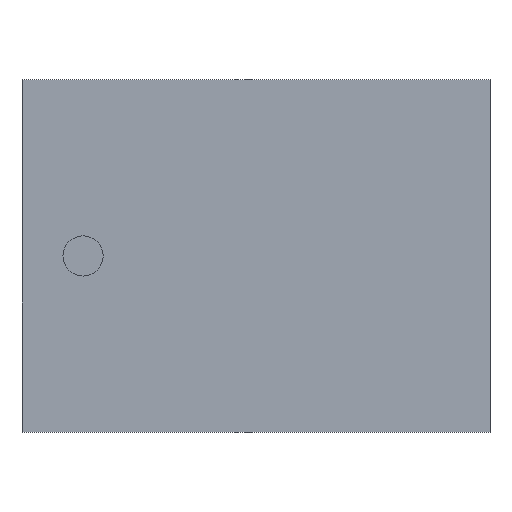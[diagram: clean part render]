
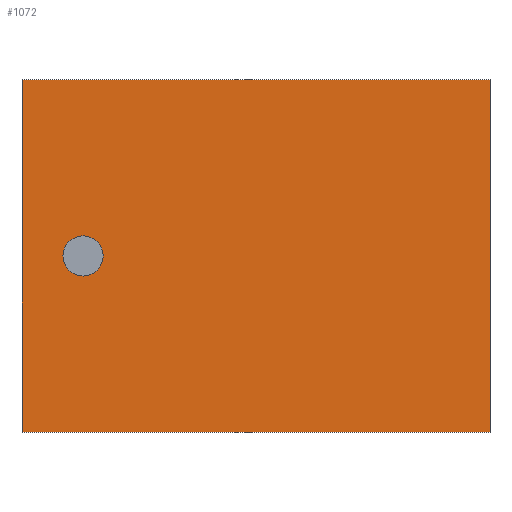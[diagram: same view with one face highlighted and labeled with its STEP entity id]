
A CAD part, top view. The second image highlights one B-rep face of the part: STEP entity #1072.
In plain terms, the highlighted planar face has unit normal (0, 0, 1).
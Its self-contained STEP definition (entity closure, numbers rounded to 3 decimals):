
#918=CARTESIAN_POINT('',(-0.748,0.,1.52));
#919=VERTEX_POINT('',#918);
#928=CARTESIAN_POINT('',(-0.944,0.,1.52));
#929=VERTEX_POINT('',#928);
#930=CARTESIAN_POINT('',(-0.846,0.,1.52));
#931=DIRECTION('',(0.0,0.0,-1.0));
#932=DIRECTION('',(1.0,0.0,0.0));
#933=AXIS2_PLACEMENT_3D('',#930,#931,#932);
#934=CIRCLE('',#933,0.098);
#935=EDGE_CURVE('',#929,#919,#934,.T.);
#969=CARTESIAN_POINT('',(-0.846,0.,1.52));
#970=DIRECTION('',(0.0,0.0,-1.0));
#971=DIRECTION('',(1.0,0.0,0.0));
#972=AXIS2_PLACEMENT_3D('',#969,#970,#971);
#973=CIRCLE('',#972,0.098);
#974=EDGE_CURVE('',#919,#929,#973,.T.);
#1029=CARTESIAN_POINT('',(0.,0.0,1.52));
#1030=DIRECTION('',(0.0,0.0,-1.0));
#1031=DIRECTION('',(1.0,0.0,0.0));
#1032=AXIS2_PLACEMENT_3D('',#1029,#1030,#1031);
#1033=PLANE('',#1032);
#1034=CARTESIAN_POINT('',(1.144,-0.863,1.52));
#1035=VERTEX_POINT('',#1034);
#1036=CARTESIAN_POINT('',(1.144,0.863,1.52));
#1037=VERTEX_POINT('',#1036);
#1038=CARTESIAN_POINT('',(1.144,-0.863,1.52));
#1039=DIRECTION('',(0.0,1.0,0.0));
#1040=VECTOR('',#1039,1.725);
#1041=LINE('',#1038,#1040);
#1042=EDGE_CURVE('',#1035,#1037,#1041,.T.);
#1043=ORIENTED_EDGE('',*,*,#1042,.T.);
#1044=CARTESIAN_POINT('',(-1.145,0.863,1.52));
#1045=VERTEX_POINT('',#1044);
#1046=CARTESIAN_POINT('',(1.144,0.863,1.52));
#1047=DIRECTION('',(-1.0,0.0,0.0));
#1048=VECTOR('',#1047,2.289);
#1049=LINE('',#1046,#1048);
#1050=EDGE_CURVE('',#1037,#1045,#1049,.T.);
#1051=ORIENTED_EDGE('',*,*,#1050,.T.);
#1052=CARTESIAN_POINT('',(-1.145,-0.863,1.52));
#1053=VERTEX_POINT('',#1052);
#1054=CARTESIAN_POINT('',(-1.145,0.863,1.52));
#1055=DIRECTION('',(0.0,-1.0,0.0));
#1056=VECTOR('',#1055,1.725);
#1057=LINE('',#1054,#1056);
#1058=EDGE_CURVE('',#1045,#1053,#1057,.T.);
#1059=ORIENTED_EDGE('',*,*,#1058,.T.);
#1060=CARTESIAN_POINT('',(-1.145,-0.863,1.52));
#1061=DIRECTION('',(1.0,0.0,0.0));
#1062=VECTOR('',#1061,2.289);
#1063=LINE('',#1060,#1062);
#1064=EDGE_CURVE('',#1053,#1035,#1063,.T.);
#1065=ORIENTED_EDGE('',*,*,#1064,.T.);
#1066=EDGE_LOOP('',(#1043,#1051,#1059,#1065));
#1067=FACE_OUTER_BOUND('',#1066,.T.);
#1068=ORIENTED_EDGE('',*,*,#974,.T.);
#1069=ORIENTED_EDGE('',*,*,#935,.T.);
#1070=EDGE_LOOP('',(#1068,#1069));
#1071=FACE_BOUND('',#1070,.T.);
#1072=ADVANCED_FACE('',(#1067,#1071),#1033,.F.);
